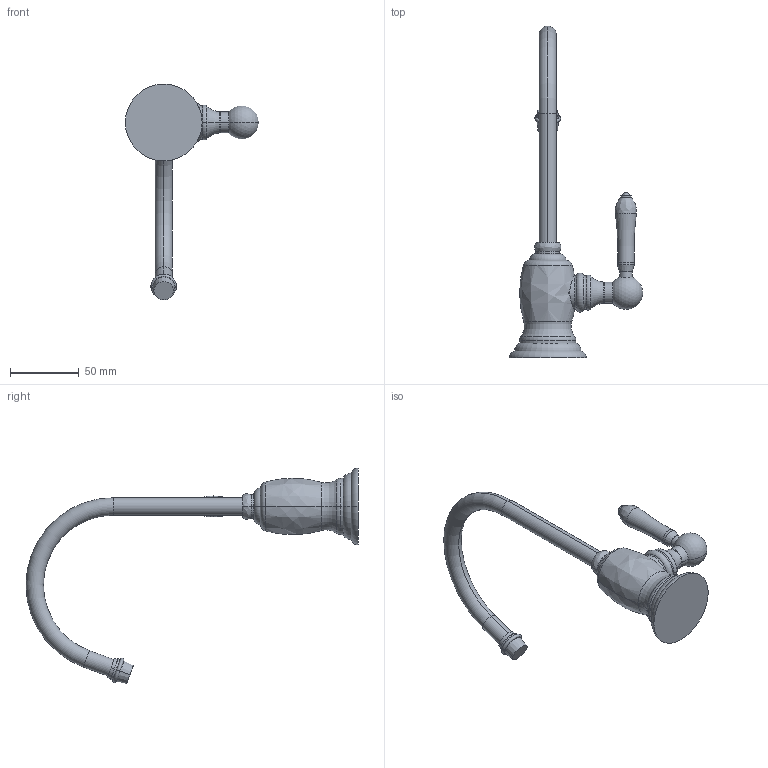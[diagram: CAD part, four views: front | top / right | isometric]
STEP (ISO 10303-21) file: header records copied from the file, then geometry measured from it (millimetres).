
FILE_DESCRIPTION((''),'2;1');
FILE_NAME('1030-5613','2021-04-21T10:30:13',('jinson.thomas'),(''),'CREO PARAMETRIC BY PTC INC, 2018400','CREO PARAMETRIC BY PTC INC, 2018400','');
FILE_SCHEMA(('CONFIG_CONTROL_DESIGN'));
Length unit declared in the file: inch
Products named in the file (1): 1030-5613
Bounding box: 96.98 x 241.48 x 157.02 mm (x, y, z)
Volume: 156400.7 mm3; surface area: 31577.9 mm2
Topology: 1 solids, 1 shells, 84 faces, 172 edges, 94 vertices
Faces by surface type: torus 32, cylinder 24, plane 10, bspline 8, cone 8, sphere 2
Entity records: 2388 total; most frequent: CARTESIAN_POINT 536, DIRECTION 452, ORIENTED_EDGE 336, AXIS2_PLACEMENT_3D 210, EDGE_CURVE 168, CIRCLE 134, VERTEX_POINT 94, EDGE_LOOP 92
